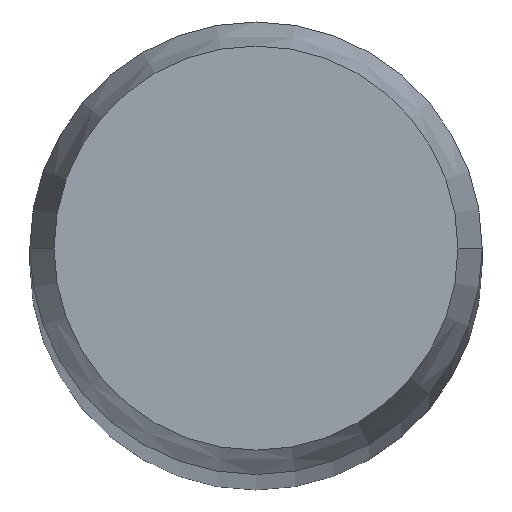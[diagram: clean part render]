
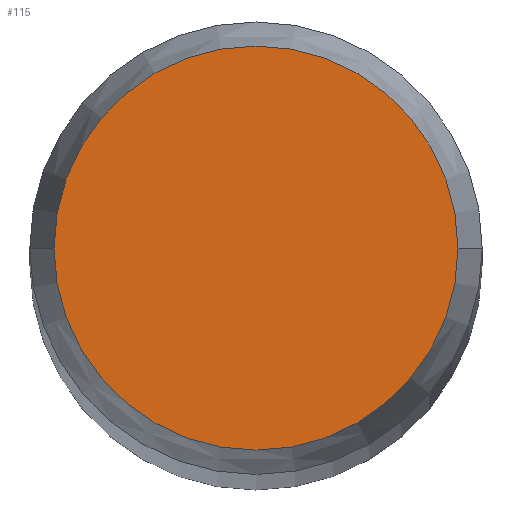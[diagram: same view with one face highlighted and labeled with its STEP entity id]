
A CAD part, top view. The second image highlights one B-rep face of the part: STEP entity #115.
In plain terms, the highlighted planar face has unit normal (0, 0, 1).
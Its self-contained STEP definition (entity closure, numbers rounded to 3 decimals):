
#16 = PLANE ( 'NONE',  #74 ) ;
#18 = CARTESIAN_POINT ( 'NONE',  ( 0.446, 0., 10. ) ) ;
#20 = CIRCLE ( 'NONE', #117, 0.446 ) ;
#22 = DIRECTION ( 'NONE',  ( 0., 0., 1. ) ) ;
#43 = EDGE_CURVE ( 'NONE', #220, #112, #20, .T. ) ;
#47 = DIRECTION ( 'NONE',  ( 1., 0., 0. ) ) ;
#60 = CARTESIAN_POINT ( 'NONE',  ( 0., 0., 10. ) ) ;
#69 = CIRCLE ( 'NONE', #77, 0.446 ) ;
#74 = AXIS2_PLACEMENT_3D ( 'NONE', #60, #146, #164 ) ;
#77 = AXIS2_PLACEMENT_3D ( 'NONE', #88, #22, #47 ) ;
#87 = EDGE_LOOP ( 'NONE', ( #158, #160 ) ) ;
#88 = CARTESIAN_POINT ( 'NONE',  ( 0., 0., 10. ) ) ;
#112 = VERTEX_POINT ( 'NONE', #272 ) ;
#115 = ADVANCED_FACE ( 'NONE', ( #195 ), #16, .F. ) ;
#117 = AXIS2_PLACEMENT_3D ( 'NONE', #181, #266, #183 ) ;
#146 = DIRECTION ( 'NONE',  ( 0., 0., -1. ) ) ;
#158 = ORIENTED_EDGE ( 'NONE', *, *, #244, .T. ) ;
#160 = ORIENTED_EDGE ( 'NONE', *, *, #43, .T. ) ;
#164 = DIRECTION ( 'NONE',  ( -1., 0., 0. ) ) ;
#181 = CARTESIAN_POINT ( 'NONE',  ( 0., 0., 10. ) ) ;
#183 = DIRECTION ( 'NONE',  ( 1., 0., 0. ) ) ;
#195 = FACE_OUTER_BOUND ( 'NONE', #87, .T. ) ;
#220 = VERTEX_POINT ( 'NONE', #18 ) ;
#244 = EDGE_CURVE ( 'NONE', #112, #220, #69, .T. ) ;
#266 = DIRECTION ( 'NONE',  ( 0., 0., 1. ) ) ;
#272 = CARTESIAN_POINT ( 'NONE',  ( -0.446, 0., 10. ) ) ;
